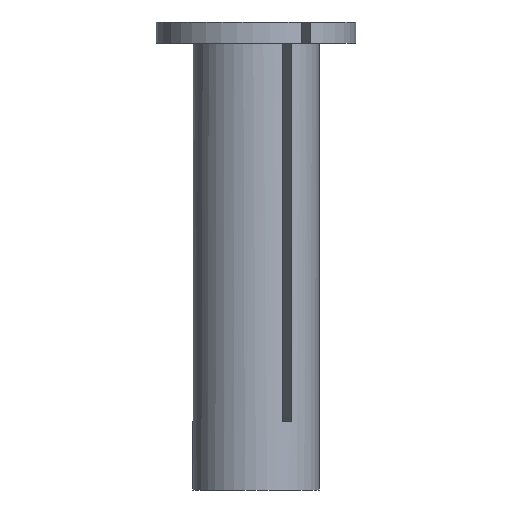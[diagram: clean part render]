
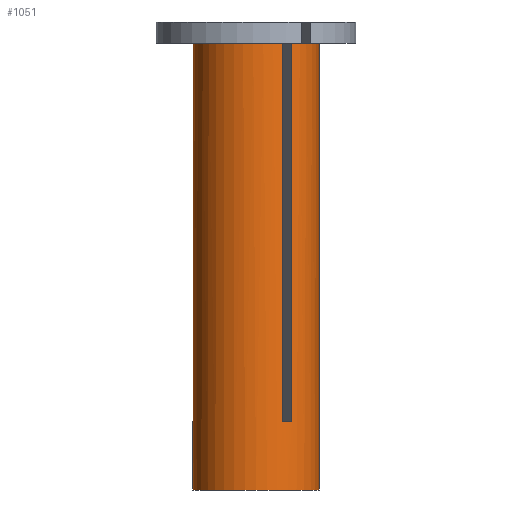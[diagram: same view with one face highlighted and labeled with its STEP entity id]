
A CAD part, front view. The second image highlights one B-rep face of the part: STEP entity #1051.
In plain terms, the highlighted cylindrical face has radius 6 mm (diameter 12 mm), a partial arc.
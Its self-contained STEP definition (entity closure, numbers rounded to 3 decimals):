
#9 = DIRECTION ( 'NONE',  ( -1., 0., 0. ) ) ;
#10 = CARTESIAN_POINT ( 'NONE',  ( -5.979, -0.5, 6.5 ) ) ;
#37 = ORIENTED_EDGE ( 'NONE', *, *, #912, .F. ) ;
#39 = VERTEX_POINT ( 'NONE', #357 ) ;
#41 = LINE ( 'NONE', #916, #240 ) ;
#50 = DIRECTION ( 'NONE',  ( 0., 0., 1. ) ) ;
#66 = DIRECTION ( 'NONE',  ( -1., 0., 0. ) ) ;
#90 = VERTEX_POINT ( 'NONE', #598 ) ;
#95 = CARTESIAN_POINT ( 'NONE',  ( 2.557, -5.428, 42.5 ) ) ;
#97 = ORIENTED_EDGE ( 'NONE', *, *, #429, .F. ) ;
#132 = VECTOR ( 'NONE', #387, 1000. ) ;
#165 = EDGE_CURVE ( 'NONE', #427, #536, #901, .T. ) ;
#182 = AXIS2_PLACEMENT_3D ( 'NONE', #952, #699, #66 ) ;
#233 = CARTESIAN_POINT ( 'NONE',  ( 3.423, -4.928, 42.5 ) ) ;
#240 = VECTOR ( 'NONE', #262, 1000. ) ;
#262 = DIRECTION ( 'NONE',  ( 0., 0., -1. ) ) ;
#267 = CYLINDRICAL_SURFACE ( 'NONE', #747, 6. ) ;
#288 = AXIS2_PLACEMENT_3D ( 'NONE', #714, #50, #795 ) ;
#297 = ORIENTED_EDGE ( 'NONE', *, *, #165, .T. ) ;
#300 = EDGE_LOOP ( 'NONE', ( #370, #927, #37, #705, #578, #297, #500, #761, #925, #97 ) ) ;
#309 = CARTESIAN_POINT ( 'NONE',  ( 6., 0., -14.163 ) ) ;
#311 = DIRECTION ( 'NONE',  ( 0., 0., -1. ) ) ;
#321 = VERTEX_POINT ( 'NONE', #561 ) ;
#337 = CARTESIAN_POINT ( 'NONE',  ( -5.979, -0.5, 42.5 ) ) ;
#346 = VECTOR ( 'NONE', #856, 1000. ) ;
#348 = LINE ( 'NONE', #865, #583 ) ;
#357 = CARTESIAN_POINT ( 'NONE',  ( -6., 0., 0. ) ) ;
#370 = ORIENTED_EDGE ( 'NONE', *, *, #805, .F. ) ;
#387 = DIRECTION ( 'NONE',  ( 0., 0., -1. ) ) ;
#405 = LINE ( 'NONE', #1004, #346 ) ;
#411 = CARTESIAN_POINT ( 'NONE',  ( -6., 0., 6.5 ) ) ;
#427 = VERTEX_POINT ( 'NONE', #95 ) ;
#429 = EDGE_CURVE ( 'NONE', #825, #39, #988, .T. ) ;
#445 = CIRCLE ( 'NONE', #288, 6. ) ;
#464 = DIRECTION ( 'NONE',  ( -1., 0., 0. ) ) ;
#472 = AXIS2_PLACEMENT_3D ( 'NONE', #602, #765, #593 ) ;
#494 = VERTEX_POINT ( 'NONE', #10 ) ;
#495 = VERTEX_POINT ( 'NONE', #411 ) ;
#500 = ORIENTED_EDGE ( 'NONE', *, *, #746, .F. ) ;
#509 = CARTESIAN_POINT ( 'NONE',  ( 6., 0., 42.5 ) ) ;
#528 = CARTESIAN_POINT ( 'NONE',  ( 0., 0., 42.5 ) ) ;
#529 = CARTESIAN_POINT ( 'NONE',  ( 2.557, -5.428, -14.163 ) ) ;
#536 = VERTEX_POINT ( 'NONE', #337 ) ;
#541 = DIRECTION ( 'NONE',  ( 0., 0., -1. ) ) ;
#561 = CARTESIAN_POINT ( 'NONE',  ( 2.557, -5.428, 6.5 ) ) ;
#575 = CARTESIAN_POINT ( 'NONE',  ( 0., 0., 0. ) ) ;
#578 = ORIENTED_EDGE ( 'NONE', *, *, #1053, .F. ) ;
#583 = VECTOR ( 'NONE', #710, 1000. ) ;
#592 = EDGE_CURVE ( 'NONE', #495, #39, #41, .T. ) ;
#593 = DIRECTION ( 'NONE',  ( -1., 0., 0. ) ) ;
#598 = CARTESIAN_POINT ( 'NONE',  ( 3.423, -4.928, 6.5 ) ) ;
#599 = VECTOR ( 'NONE', #541, 1000. ) ;
#602 = CARTESIAN_POINT ( 'NONE',  ( 0., 0., 6.5 ) ) ;
#612 = DIRECTION ( 'NONE',  ( 0., 0., -1. ) ) ;
#620 = CARTESIAN_POINT ( 'NONE',  ( 0., 0., -14.163 ) ) ;
#685 = EDGE_CURVE ( 'NONE', #1000, #831, #1022, .T. ) ;
#699 = DIRECTION ( 'NONE',  ( 0., 0., -1. ) ) ;
#705 = ORIENTED_EDGE ( 'NONE', *, *, #942, .F. ) ;
#710 = DIRECTION ( 'NONE',  ( 0., 0., 1. ) ) ;
#714 = CARTESIAN_POINT ( 'NONE',  ( 0., 0., 6.5 ) ) ;
#720 = CARTESIAN_POINT ( 'NONE',  ( 6., 0., 0. ) ) ;
#723 = LINE ( 'NONE', #529, #132 ) ;
#746 = EDGE_CURVE ( 'NONE', #494, #536, #348, .T. ) ;
#747 = AXIS2_PLACEMENT_3D ( 'NONE', #620, #311, #464 ) ;
#750 = DIRECTION ( 'NONE',  ( 0., 0., -1. ) ) ;
#751 = FACE_OUTER_BOUND ( 'NONE', #300, .T. ) ;
#761 = ORIENTED_EDGE ( 'NONE', *, *, #1037, .F. ) ;
#765 = DIRECTION ( 'NONE',  ( 0., 0., 1. ) ) ;
#795 = DIRECTION ( 'NONE',  ( -1., 0., 0. ) ) ;
#805 = EDGE_CURVE ( 'NONE', #1000, #825, #822, .T. ) ;
#822 = LINE ( 'NONE', #309, #599 ) ;
#824 = AXIS2_PLACEMENT_3D ( 'NONE', #528, #612, #1023 ) ;
#825 = VERTEX_POINT ( 'NONE', #720 ) ;
#831 = VERTEX_POINT ( 'NONE', #233 ) ;
#837 = AXIS2_PLACEMENT_3D ( 'NONE', #575, #750, #9 ) ;
#856 = DIRECTION ( 'NONE',  ( 0., 0., 1. ) ) ;
#865 = CARTESIAN_POINT ( 'NONE',  ( -5.979, -0.5, -14.163 ) ) ;
#901 = CIRCLE ( 'NONE', #182, 6. ) ;
#912 = EDGE_CURVE ( 'NONE', #90, #831, #405, .T. ) ;
#916 = CARTESIAN_POINT ( 'NONE',  ( -6., 0., -14.163 ) ) ;
#925 = ORIENTED_EDGE ( 'NONE', *, *, #592, .T. ) ;
#927 = ORIENTED_EDGE ( 'NONE', *, *, #685, .T. ) ;
#934 = CIRCLE ( 'NONE', #472, 6. ) ;
#942 = EDGE_CURVE ( 'NONE', #321, #90, #934, .T. ) ;
#952 = CARTESIAN_POINT ( 'NONE',  ( 0., 0., 42.5 ) ) ;
#988 = CIRCLE ( 'NONE', #837, 6. ) ;
#1000 = VERTEX_POINT ( 'NONE', #509 ) ;
#1004 = CARTESIAN_POINT ( 'NONE',  ( 3.423, -4.928, -14.163 ) ) ;
#1022 = CIRCLE ( 'NONE', #824, 6. ) ;
#1023 = DIRECTION ( 'NONE',  ( -1., 0., 0. ) ) ;
#1037 = EDGE_CURVE ( 'NONE', #495, #494, #445, .T. ) ;
#1051 = ADVANCED_FACE ( 'NONE', ( #751 ), #267, .T. ) ;
#1053 = EDGE_CURVE ( 'NONE', #427, #321, #723, .T. ) ;
